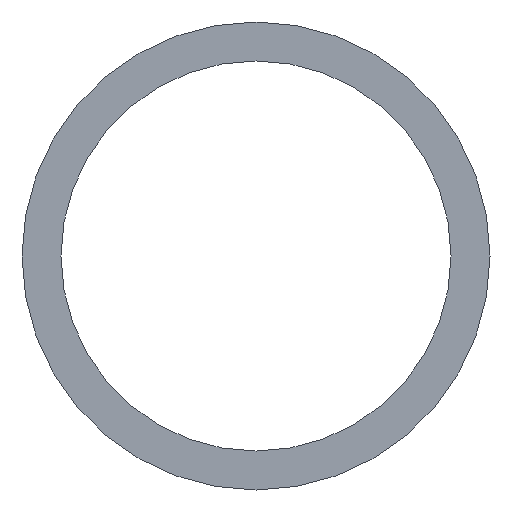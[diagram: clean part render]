
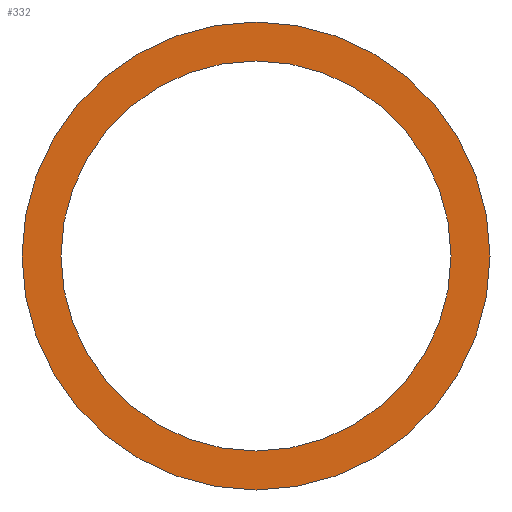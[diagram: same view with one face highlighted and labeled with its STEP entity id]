
A CAD part, front view. The second image highlights one B-rep face of the part: STEP entity #332.
In plain terms, the highlighted planar face has unit normal (0, -1, 0).
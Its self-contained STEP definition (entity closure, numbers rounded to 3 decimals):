
#5 = DIRECTION ( 'NONE',  ( -1., 0., 0. ) ) ;
#8 = CARTESIAN_POINT ( 'NONE',  ( -150., 0., 0. ) ) ;
#12 = CARTESIAN_POINT ( 'NONE',  ( 180., 0., 0. ) ) ;
#13 = CIRCLE ( 'NONE', #172, 150. ) ;
#15 = CARTESIAN_POINT ( 'NONE',  ( 0., 0., 0. ) ) ;
#20 = ORIENTED_EDGE ( 'NONE', *, *, #286, .F. ) ;
#30 = CARTESIAN_POINT ( 'NONE',  ( 180., 0., 0. ) ) ;
#48 = AXIS2_PLACEMENT_3D ( 'NONE', #298, #360, #230 ) ;
#51 = VERTEX_POINT ( 'NONE', #331 ) ;
#84 = CIRCLE ( 'NONE', #226, 180. ) ;
#86 = CIRCLE ( 'NONE', #340, 180. ) ;
#95 = DIRECTION ( 'NONE',  ( -1., 0., 0. ) ) ;
#99 = CARTESIAN_POINT ( 'NONE',  ( 0., 0., 0. ) ) ;
#117 = ORIENTED_EDGE ( 'NONE', *, *, #201, .T. ) ;
#123 = CIRCLE ( 'NONE', #48, 150. ) ;
#128 = EDGE_CURVE ( 'NONE', #297, #326, #86, .T. ) ;
#132 = DIRECTION ( 'NONE',  ( 0., 1., 0. ) ) ;
#166 = CARTESIAN_POINT ( 'NONE',  ( 0., 0., 0. ) ) ;
#172 = AXIS2_PLACEMENT_3D ( 'NONE', #99, #132, #348 ) ;
#174 = CARTESIAN_POINT ( 'NONE',  ( -180., 0., 0. ) ) ;
#191 = DIRECTION ( 'NONE',  ( 0., 1., 0. ) ) ;
#201 = EDGE_CURVE ( 'NONE', #219, #51, #13, .T. ) ;
#202 = DIRECTION ( 'NONE',  ( 0., 1., 0. ) ) ;
#208 = DIRECTION ( 'NONE',  ( -1., 0., 0. ) ) ;
#219 = VERTEX_POINT ( 'NONE', #8 ) ;
#226 = AXIS2_PLACEMENT_3D ( 'NONE', #15, #202, #208 ) ;
#230 = DIRECTION ( 'NONE',  ( -1., 0., 0. ) ) ;
#233 = FACE_BOUND ( 'NONE', #381, .T. ) ;
#253 = PLANE ( 'NONE',  #295 ) ;
#258 = EDGE_CURVE ( 'NONE', #51, #219, #123, .T. ) ;
#280 = FACE_OUTER_BOUND ( 'NONE', #309, .T. ) ;
#286 = EDGE_CURVE ( 'NONE', #326, #297, #84, .T. ) ;
#295 = AXIS2_PLACEMENT_3D ( 'NONE', #30, #191, #95 ) ;
#297 = VERTEX_POINT ( 'NONE', #12 ) ;
#298 = CARTESIAN_POINT ( 'NONE',  ( 0., 0., 0. ) ) ;
#309 = EDGE_LOOP ( 'NONE', ( #312, #20 ) ) ;
#312 = ORIENTED_EDGE ( 'NONE', *, *, #128, .F. ) ;
#326 = VERTEX_POINT ( 'NONE', #174 ) ;
#331 = CARTESIAN_POINT ( 'NONE',  ( 150., 0., 0. ) ) ;
#332 = ADVANCED_FACE ( 'NONE', ( #280, #233 ), #253, .F. ) ;
#340 = AXIS2_PLACEMENT_3D ( 'NONE', #166, #382, #5 ) ;
#348 = DIRECTION ( 'NONE',  ( -1., 0., 0. ) ) ;
#349 = ORIENTED_EDGE ( 'NONE', *, *, #258, .T. ) ;
#360 = DIRECTION ( 'NONE',  ( 0., 1., 0. ) ) ;
#381 = EDGE_LOOP ( 'NONE', ( #117, #349 ) ) ;
#382 = DIRECTION ( 'NONE',  ( 0., 1., 0. ) ) ;
